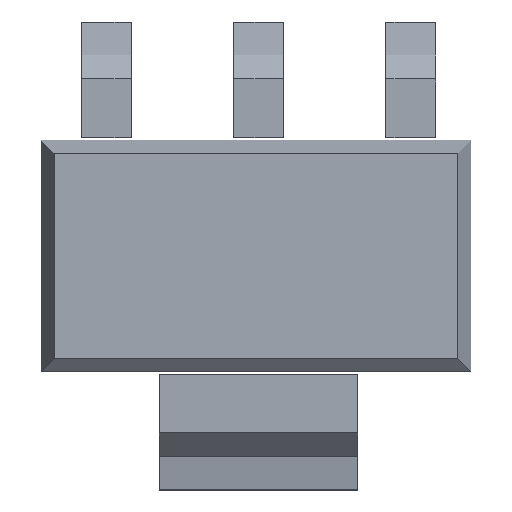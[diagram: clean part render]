
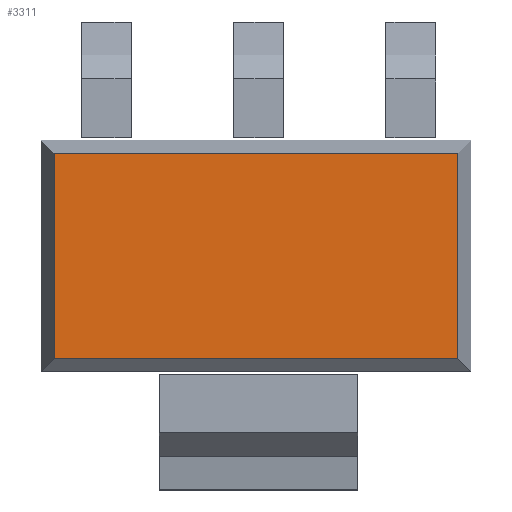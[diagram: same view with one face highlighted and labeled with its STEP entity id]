
A CAD part, top view. The second image highlights one B-rep face of the part: STEP entity #3311.
In plain terms, the highlighted planar face has unit normal (0, 0, 1).
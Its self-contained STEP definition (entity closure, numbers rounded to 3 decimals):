
#2696 = PLANE('',#2697);
#2697 = AXIS2_PLACEMENT_3D('',#2698,#2699,#2700);
#2698 = CARTESIAN_POINT('',(-1.789,1.888,1.35));
#2699 = DIRECTION('',(0.,-0.928,0.371));
#2700 = DIRECTION('',(1.,0.,0.));
#2809 = PLANE('',#2810);
#2810 = AXIS2_PLACEMENT_3D('',#2811,#2812,#2813);
#2811 = CARTESIAN_POINT('',(-1.689,5.288,1.35));
#2812 = DIRECTION('',(-0.928,0.,0.371));
#2813 = DIRECTION('',(0.,-1.,0.));
#2933 = VERTEX_POINT('',#2934);
#2934 = CARTESIAN_POINT('',(-1.589,1.988,1.6));
#2957 = VERTEX_POINT('',#2958);
#2958 = CARTESIAN_POINT('',(4.511,1.988,1.6));
#2972 = PLANE('',#2973);
#2973 = AXIS2_PLACEMENT_3D('',#2974,#2975,#2976);
#2974 = CARTESIAN_POINT('',(4.611,1.788,1.35));
#2975 = DIRECTION('',(0.928,0.,0.371));
#2976 = DIRECTION('',(0.,1.,0.));
#2984 = EDGE_CURVE('',#2933,#2957,#2985,.T.);
#2985 = SURFACE_CURVE('',#2986,(#2990,#2997),.PCURVE_S1.);
#2986 = LINE('',#2987,#2988);
#2987 = CARTESIAN_POINT('',(-1.789,1.988,1.6));
#2988 = VECTOR('',#2989,1.);
#2989 = DIRECTION('',(1.,0.,0.));
#2990 = PCURVE('',#2696,#2991);
#2991 = DEFINITIONAL_REPRESENTATION('',(#2992),#2996);
#2992 = LINE('',#2993,#2994);
#2993 = CARTESIAN_POINT('',(0.,0.269));
#2994 = VECTOR('',#2995,1.);
#2995 = DIRECTION('',(1.,0.));
#2996 = ( GEOMETRIC_REPRESENTATION_CONTEXT(2) 
PARAMETRIC_REPRESENTATION_CONTEXT() REPRESENTATION_CONTEXT('2D SPACE',''
  ) );
#2997 = PCURVE('',#2998,#3003);
#2998 = PLANE('',#2999);
#2999 = AXIS2_PLACEMENT_3D('',#3000,#3001,#3002);
#3000 = CARTESIAN_POINT('',(-1.789,1.788,1.6));
#3001 = DIRECTION('',(0.,0.,-1.));
#3002 = DIRECTION('',(-1.,0.,0.));
#3003 = DEFINITIONAL_REPRESENTATION('',(#3004),#3008);
#3004 = LINE('',#3005,#3006);
#3005 = CARTESIAN_POINT('',(0.,0.2));
#3006 = VECTOR('',#3007,1.);
#3007 = DIRECTION('',(-1.,0.));
#3008 = ( GEOMETRIC_REPRESENTATION_CONTEXT(2) 
PARAMETRIC_REPRESENTATION_CONTEXT() REPRESENTATION_CONTEXT('2D SPACE',''
  ) );
#3099 = PLANE('',#3100);
#3100 = AXIS2_PLACEMENT_3D('',#3101,#3102,#3103);
#3101 = CARTESIAN_POINT('',(4.711,5.188,1.35));
#3102 = DIRECTION('',(0.,0.928,0.371));
#3103 = DIRECTION('',(-1.,0.,0.));
#3191 = VERTEX_POINT('',#3192);
#3192 = CARTESIAN_POINT('',(-1.589,5.088,1.6));
#3215 = EDGE_CURVE('',#3191,#2933,#3216,.T.);
#3216 = SURFACE_CURVE('',#3217,(#3221,#3228),.PCURVE_S1.);
#3217 = LINE('',#3218,#3219);
#3218 = CARTESIAN_POINT('',(-1.589,5.288,1.6));
#3219 = VECTOR('',#3220,1.);
#3220 = DIRECTION('',(0.,-1.,0.));
#3221 = PCURVE('',#2809,#3222);
#3222 = DEFINITIONAL_REPRESENTATION('',(#3223),#3227);
#3223 = LINE('',#3224,#3225);
#3224 = CARTESIAN_POINT('',(0.,0.269));
#3225 = VECTOR('',#3226,1.);
#3226 = DIRECTION('',(1.,0.));
#3227 = ( GEOMETRIC_REPRESENTATION_CONTEXT(2) 
PARAMETRIC_REPRESENTATION_CONTEXT() REPRESENTATION_CONTEXT('2D SPACE',''
  ) );
#3228 = PCURVE('',#2998,#3229);
#3229 = DEFINITIONAL_REPRESENTATION('',(#3230),#3234);
#3230 = LINE('',#3231,#3232);
#3231 = CARTESIAN_POINT('',(-0.2,3.5));
#3232 = VECTOR('',#3233,1.);
#3233 = DIRECTION('',(0.,-1.));
#3234 = ( GEOMETRIC_REPRESENTATION_CONTEXT(2) 
PARAMETRIC_REPRESENTATION_CONTEXT() REPRESENTATION_CONTEXT('2D SPACE',''
  ) );
#3311 = ADVANCED_FACE('',(#3312),#2998,.F.);
#3312 = FACE_BOUND('',#3313,.F.);
#3313 = EDGE_LOOP('',(#3314,#3315,#3316,#3339));
#3314 = ORIENTED_EDGE('',*,*,#2984,.F.);
#3315 = ORIENTED_EDGE('',*,*,#3215,.F.);
#3316 = ORIENTED_EDGE('',*,*,#3317,.F.);
#3317 = EDGE_CURVE('',#3318,#3191,#3320,.T.);
#3318 = VERTEX_POINT('',#3319);
#3319 = CARTESIAN_POINT('',(4.511,5.088,1.6));
#3320 = SURFACE_CURVE('',#3321,(#3325,#3332),.PCURVE_S1.);
#3321 = LINE('',#3322,#3323);
#3322 = CARTESIAN_POINT('',(4.711,5.088,1.6));
#3323 = VECTOR('',#3324,1.);
#3324 = DIRECTION('',(-1.,0.,0.));
#3325 = PCURVE('',#2998,#3326);
#3326 = DEFINITIONAL_REPRESENTATION('',(#3327),#3331);
#3327 = LINE('',#3328,#3329);
#3328 = CARTESIAN_POINT('',(-6.5,3.3));
#3329 = VECTOR('',#3330,1.);
#3330 = DIRECTION('',(1.,0.));
#3331 = ( GEOMETRIC_REPRESENTATION_CONTEXT(2) 
PARAMETRIC_REPRESENTATION_CONTEXT() REPRESENTATION_CONTEXT('2D SPACE',''
  ) );
#3332 = PCURVE('',#3099,#3333);
#3333 = DEFINITIONAL_REPRESENTATION('',(#3334),#3338);
#3334 = LINE('',#3335,#3336);
#3335 = CARTESIAN_POINT('',(0.,0.269));
#3336 = VECTOR('',#3337,1.);
#3337 = DIRECTION('',(1.,0.));
#3338 = ( GEOMETRIC_REPRESENTATION_CONTEXT(2) 
PARAMETRIC_REPRESENTATION_CONTEXT() REPRESENTATION_CONTEXT('2D SPACE',''
  ) );
#3339 = ORIENTED_EDGE('',*,*,#3340,.F.);
#3340 = EDGE_CURVE('',#2957,#3318,#3341,.T.);
#3341 = SURFACE_CURVE('',#3342,(#3346,#3353),.PCURVE_S1.);
#3342 = LINE('',#3343,#3344);
#3343 = CARTESIAN_POINT('',(4.511,1.788,1.6));
#3344 = VECTOR('',#3345,1.);
#3345 = DIRECTION('',(0.,1.,0.));
#3346 = PCURVE('',#2998,#3347);
#3347 = DEFINITIONAL_REPRESENTATION('',(#3348),#3352);
#3348 = LINE('',#3349,#3350);
#3349 = CARTESIAN_POINT('',(-6.3,0.));
#3350 = VECTOR('',#3351,1.);
#3351 = DIRECTION('',(0.,1.));
#3352 = ( GEOMETRIC_REPRESENTATION_CONTEXT(2) 
PARAMETRIC_REPRESENTATION_CONTEXT() REPRESENTATION_CONTEXT('2D SPACE',''
  ) );
#3353 = PCURVE('',#2972,#3354);
#3354 = DEFINITIONAL_REPRESENTATION('',(#3355),#3359);
#3355 = LINE('',#3356,#3357);
#3356 = CARTESIAN_POINT('',(0.,0.269));
#3357 = VECTOR('',#3358,1.);
#3358 = DIRECTION('',(1.,0.));
#3359 = ( GEOMETRIC_REPRESENTATION_CONTEXT(2) 
PARAMETRIC_REPRESENTATION_CONTEXT() REPRESENTATION_CONTEXT('2D SPACE',''
  ) );
